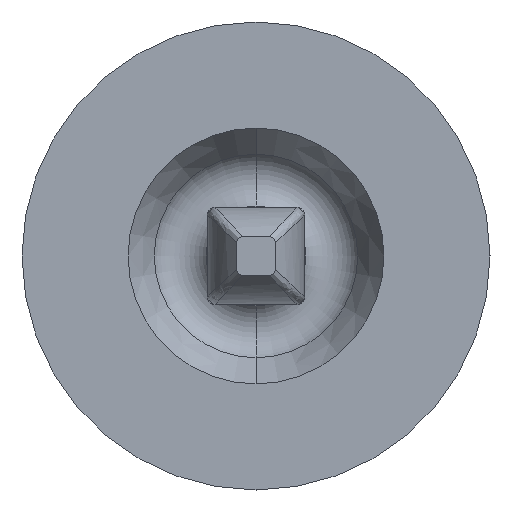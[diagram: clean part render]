
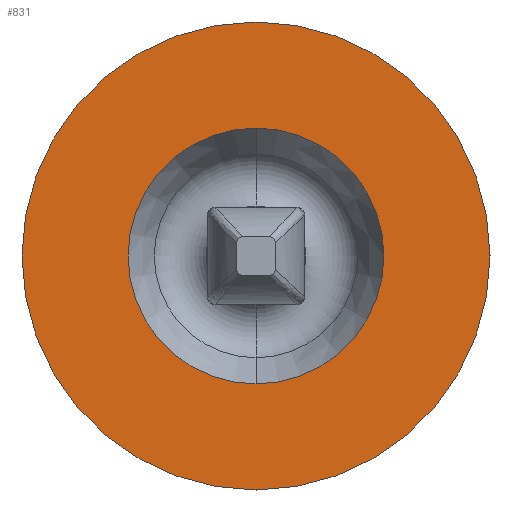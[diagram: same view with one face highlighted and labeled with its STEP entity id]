
A CAD part, front view. The second image highlights one B-rep face of the part: STEP entity #831.
In plain terms, the highlighted planar face has unit normal (0, -1, 0).
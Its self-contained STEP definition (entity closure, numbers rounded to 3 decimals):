
#22 = CARTESIAN_POINT ( 'NONE',  ( -1.5, -20.8, 0. ) ) ;
#95 = AXIS2_PLACEMENT_3D ( 'NONE', #1219, #830, #112 ) ;
#112 = DIRECTION ( 'NONE',  ( 0., 0., 1. ) ) ;
#125 = CIRCLE ( 'NONE', #200, 0.82 ) ;
#127 = PLANE ( 'NONE',  #196 ) ;
#163 = FACE_BOUND ( 'NONE', #298, .T. ) ;
#169 = CARTESIAN_POINT ( 'NONE',  ( 0., -20.8, 0. ) ) ;
#185 = EDGE_CURVE ( 'NONE', #1283, #296, #1148, .T. ) ;
#196 = AXIS2_PLACEMENT_3D ( 'NONE', #22, #517, #269 ) ;
#200 = AXIS2_PLACEMENT_3D ( 'NONE', #169, #1237, #1372 ) ;
#266 = CARTESIAN_POINT ( 'NONE',  ( 0., -20.8, 0. ) ) ;
#269 = DIRECTION ( 'NONE',  ( 0., 0., -1. ) ) ;
#293 = EDGE_CURVE ( 'NONE', #594, #648, #1379, .T. ) ;
#296 = VERTEX_POINT ( 'NONE', #1381 ) ;
#298 = EDGE_LOOP ( 'NONE', ( #858, #592 ) ) ;
#304 = CARTESIAN_POINT ( 'NONE',  ( 0., -20.8, 0. ) ) ;
#383 = EDGE_CURVE ( 'NONE', #648, #594, #125, .T. ) ;
#483 = EDGE_LOOP ( 'NONE', ( #545, #1184 ) ) ;
#510 = DIRECTION ( 'NONE',  ( 0., 0., 1. ) ) ;
#517 = DIRECTION ( 'NONE',  ( 0., -1., 0. ) ) ;
#545 = ORIENTED_EDGE ( 'NONE', *, *, #185, .F. ) ;
#592 = ORIENTED_EDGE ( 'NONE', *, *, #293, .T. ) ;
#594 = VERTEX_POINT ( 'NONE', #1292 ) ;
#648 = VERTEX_POINT ( 'NONE', #907 ) ;
#762 = AXIS2_PLACEMENT_3D ( 'NONE', #266, #1230, #510 ) ;
#830 = DIRECTION ( 'NONE',  ( 0., 1., 0. ) ) ;
#831 = ADVANCED_FACE ( 'NONE', ( #1512, #163 ), #127, .T. ) ;
#858 = ORIENTED_EDGE ( 'NONE', *, *, #383, .T. ) ;
#892 = DIRECTION ( 'NONE',  ( 0., 0., 1. ) ) ;
#907 = CARTESIAN_POINT ( 'NONE',  ( 0., -20.8, -0.82 ) ) ;
#1148 = CIRCLE ( 'NONE', #95, 1.5 ) ;
#1172 = AXIS2_PLACEMENT_3D ( 'NONE', #304, #1500, #892 ) ;
#1184 = ORIENTED_EDGE ( 'NONE', *, *, #1387, .F. ) ;
#1219 = CARTESIAN_POINT ( 'NONE',  ( 0., -20.8, 0. ) ) ;
#1230 = DIRECTION ( 'NONE',  ( 0., 1., 0. ) ) ;
#1237 = DIRECTION ( 'NONE',  ( 0., 1., 0. ) ) ;
#1283 = VERTEX_POINT ( 'NONE', #1458 ) ;
#1285 = CIRCLE ( 'NONE', #762, 1.5 ) ;
#1292 = CARTESIAN_POINT ( 'NONE',  ( 0., -20.8, 0.82 ) ) ;
#1372 = DIRECTION ( 'NONE',  ( 0., 0., 1. ) ) ;
#1379 = CIRCLE ( 'NONE', #1172, 0.82 ) ;
#1381 = CARTESIAN_POINT ( 'NONE',  ( 0., -20.8, -1.5 ) ) ;
#1387 = EDGE_CURVE ( 'NONE', #296, #1283, #1285, .T. ) ;
#1458 = CARTESIAN_POINT ( 'NONE',  ( 0., -20.8, 1.5 ) ) ;
#1500 = DIRECTION ( 'NONE',  ( 0., 1., 0. ) ) ;
#1512 = FACE_OUTER_BOUND ( 'NONE', #483, .T. ) ;
